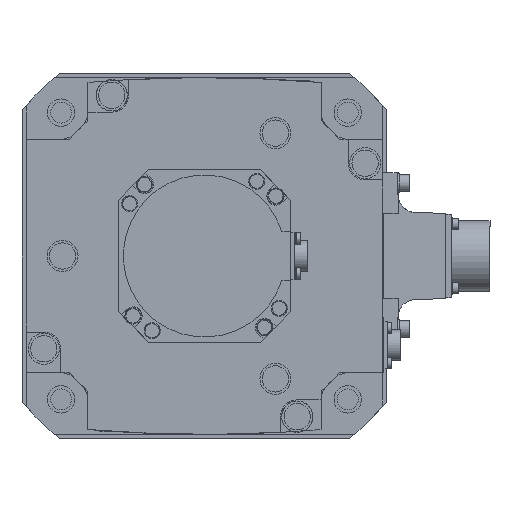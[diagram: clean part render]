
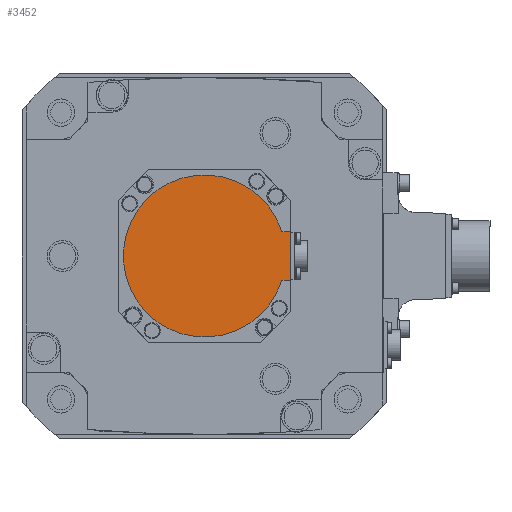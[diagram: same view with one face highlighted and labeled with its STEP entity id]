
A CAD part, front view. The second image highlights one B-rep face of the part: STEP entity #3452.
In plain terms, the highlighted face is planar.
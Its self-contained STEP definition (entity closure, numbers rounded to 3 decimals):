
#21 = CARTESIAN_POINT ( 'NONE',  ( 12., -38.158, -212. ) ) ;
#2807 = CARTESIAN_POINT ( 'NONE',  ( -12., -42.5, -212. ) ) ;
#3072 = VECTOR ( 'NONE', #24343, 1000. ) ;
#3452 = ADVANCED_FACE ( 'NONE', ( #14069 ), #29946, .F. ) ;
#3648 = EDGE_CURVE ( 'NONE', #18522, #14053, #5657, .T. ) ;
#4184 = AXIS2_PLACEMENT_3D ( 'NONE', #6661, #9240, #15900 ) ;
#5657 = CIRCLE ( 'NONE', #13396, 40. ) ;
#6187 = EDGE_CURVE ( 'NONE', #23822, #18522, #21058, .T. ) ;
#6661 = CARTESIAN_POINT ( 'NONE',  ( 0., -1.249, -212. ) ) ;
#6784 = EDGE_CURVE ( 'NONE', #14053, #25547, #9183, .T. ) ;
#7702 = CARTESIAN_POINT ( 'NONE',  ( -12., -42.5, -212. ) ) ;
#7710 = DIRECTION ( 'NONE',  ( 0.3, -0.954, 0. ) ) ;
#9183 = LINE ( 'NONE', #23393, #11051 ) ;
#9240 = DIRECTION ( 'NONE',  ( 0., 0., 1. ) ) ;
#9690 = CARTESIAN_POINT ( 'NONE',  ( 0., 0., -212. ) ) ;
#11051 = VECTOR ( 'NONE', #20814, 1000. ) ;
#12933 = EDGE_LOOP ( 'NONE', ( #29745, #23165, #15993, #27495 ) ) ;
#13396 = AXIS2_PLACEMENT_3D ( 'NONE', #9690, #23595, #7710 ) ;
#14053 = VERTEX_POINT ( 'NONE', #24337 ) ;
#14069 = FACE_OUTER_BOUND ( 'NONE', #12933, .T. ) ;
#14090 = DIRECTION ( 'NONE',  ( 0., 1., 0. ) ) ;
#15510 = EDGE_CURVE ( 'NONE', #25547, #23822, #29019, .T. ) ;
#15900 = DIRECTION ( 'NONE',  ( 1., 0., 0. ) ) ;
#15993 = ORIENTED_EDGE ( 'NONE', *, *, #3648, .F. ) ;
#18522 = VERTEX_POINT ( 'NONE', #21 ) ;
#20814 = DIRECTION ( 'NONE',  ( 0., -1., 0. ) ) ;
#21058 = LINE ( 'NONE', #23613, #25539 ) ;
#23165 = ORIENTED_EDGE ( 'NONE', *, *, #6784, .F. ) ;
#23393 = CARTESIAN_POINT ( 'NONE',  ( -12., -38.158, -212. ) ) ;
#23595 = DIRECTION ( 'NONE',  ( 0., 0., 1. ) ) ;
#23613 = CARTESIAN_POINT ( 'NONE',  ( 12., -42.5, -212. ) ) ;
#23822 = VERTEX_POINT ( 'NONE', #29119 ) ;
#24337 = CARTESIAN_POINT ( 'NONE',  ( -12., -38.158, -212. ) ) ;
#24343 = DIRECTION ( 'NONE',  ( 1., 0., 0. ) ) ;
#25539 = VECTOR ( 'NONE', #14090, 1000. ) ;
#25547 = VERTEX_POINT ( 'NONE', #2807 ) ;
#27495 = ORIENTED_EDGE ( 'NONE', *, *, #6187, .F. ) ;
#29019 = LINE ( 'NONE', #7702, #3072 ) ;
#29119 = CARTESIAN_POINT ( 'NONE',  ( 12., -42.5, -212. ) ) ;
#29745 = ORIENTED_EDGE ( 'NONE', *, *, #15510, .F. ) ;
#29946 = PLANE ( 'NONE',  #4184 ) ;
